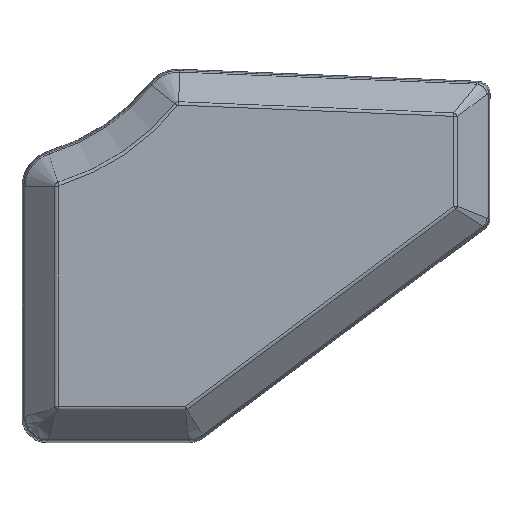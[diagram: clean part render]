
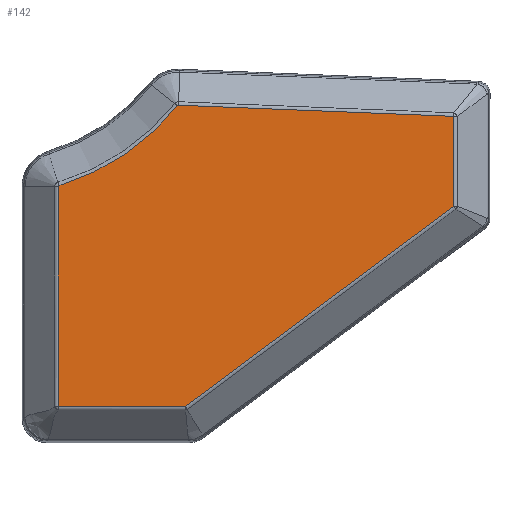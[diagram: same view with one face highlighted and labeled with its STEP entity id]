
A CAD part, top view. The second image highlights one B-rep face of the part: STEP entity #142.
In plain terms, the highlighted planar face has unit normal (0, 0, 1).
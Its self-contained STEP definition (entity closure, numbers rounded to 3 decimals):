
#142 = ADVANCED_FACE ( 'NONE', ( #13735 ), #4643, .F. ) ;
#619 = CARTESIAN_POINT ( 'NONE',  ( 39.583, -91.553, 17.78 ) ) ;
#642 = CARTESIAN_POINT ( 'NONE',  ( 39.581, -91.554, 17.78 ) ) ;
#644 = CARTESIAN_POINT ( 'NONE',  ( 39.58, -91.555, 17.78 ) ) ;
#690 = CARTESIAN_POINT ( 'NONE',  ( 39.578, -91.555, 17.78 ) ) ;
#693 = CARTESIAN_POINT ( 'NONE',  ( 39.577, -91.556, 17.78 ) ) ;
#709 = CARTESIAN_POINT ( 'NONE',  ( 39.576, -91.556, 17.78 ) ) ;
#730 = CARTESIAN_POINT ( 'NONE',  ( 39.575, -91.556, 17.78 ) ) ;
#744 = CARTESIAN_POINT ( 'NONE',  ( 39.572, -91.556, 17.78 ) ) ;
#780 = CARTESIAN_POINT ( 'NONE',  ( 39.573, -91.556, 17.78 ) ) ;
#837 = CARTESIAN_POINT ( 'NONE',  ( 39.574, -91.556, 17.78 ) ) ;
#1009 = VECTOR ( 'NONE', #12970, 1000. ) ;
#1015 = CARTESIAN_POINT ( 'NONE',  ( 13.903, -46.632, 17.78 ) ) ;
#1598 = VERTEX_POINT ( 'NONE', #5448 ) ;
#1733 = B_SPLINE_CURVE_WITH_KNOTS ( 'NONE', 3,
 ( #744, #780, #837, #730, #709, #693, #690, #644, #642, #619 ),
 .UNSPECIFIED., .F., .F.,
 ( 4, 3, 3, 4 ),
 ( 0., 0., 0., 0. ),
 .UNSPECIFIED. ) ;
#1777 = ORIENTED_EDGE ( 'NONE', *, *, #11818, .T. ) ;
#2083 = CARTESIAN_POINT ( 'NONE',  ( 94.215, -50.863, 17.78 ) ) ;
#2289 = VECTOR ( 'NONE', #6915, 1000. ) ;
#2393 = AXIS2_PLACEMENT_3D ( 'NONE', #4759, #4771, #4784 ) ;
#2531 = EDGE_LOOP ( 'NONE', ( #1777, #3497, #8263, #11490, #9260, #8908, #9383, #9057, #8498 ) ) ;
#2734 = CARTESIAN_POINT ( 'NONE',  ( 39.572, -91.556, 17.78 ) ) ;
#2845 = EDGE_CURVE ( 'NONE', #3890, #1598, #5307, .T. ) ;
#3497 = ORIENTED_EDGE ( 'NONE', *, *, #11130, .T. ) ;
#3873 = CIRCLE ( 'NONE', #5077, 0.235 ) ;
#3890 = VERTEX_POINT ( 'NONE', #2083 ) ;
#4254 = DIRECTION ( 'NONE',  ( -1., 0., 0. ) ) ;
#4294 = DIRECTION ( 'NONE',  ( 0., 0., -1. ) ) ;
#4643 = PLANE ( 'NONE',  #2393 ) ;
#4714 = EDGE_CURVE ( 'NONE', #13195, #3890, #8230, .T. ) ;
#4759 = CARTESIAN_POINT ( 'NONE',  ( 11.43, -93.861, 17.78 ) ) ;
#4771 = DIRECTION ( 'NONE',  ( 0., 0., -1. ) ) ;
#4784 = DIRECTION ( 'NONE',  ( -1., 0., 0. ) ) ;
#4844 = CARTESIAN_POINT ( 'NONE',  ( 0., 0., 17.78 ) ) ;
#5077 = AXIS2_PLACEMENT_3D ( 'NONE', #7316, #7214, #6690 ) ;
#5102 = CIRCLE ( 'NONE', #9200, 48.66 ) ;
#5292 = VECTOR ( 'NONE', #9337, 1000. ) ;
#5307 = LINE ( 'NONE', #9398, #5292 ) ;
#5448 = CARTESIAN_POINT ( 'NONE',  ( 94.215, -32.549, 17.78 ) ) ;
#5818 = CARTESIAN_POINT ( 'NONE',  ( 13.735, -46.857, 17.78 ) ) ;
#5931 = VECTOR ( 'NONE', #12976, 1000. ) ;
#5996 = CARTESIAN_POINT ( 'NONE',  ( 13.735, -91.556, 17.78 ) ) ;
#6286 = CARTESIAN_POINT ( 'NONE',  ( 39.583, -91.553, 17.78 ) ) ;
#6690 = DIRECTION ( 'NONE',  ( -1., 0., 0. ) ) ;
#6770 = LINE ( 'NONE', #13137, #1009 ) ;
#6836 = EDGE_CURVE ( 'NONE', #13328, #7290, #10808, .T. ) ;
#6915 = DIRECTION ( 'NONE',  ( -0.999, 0.04, 0. ) ) ;
#6947 = CARTESIAN_POINT ( 'NONE',  ( 38.21, -30.285, 17.78 ) ) ;
#7214 = DIRECTION ( 'NONE',  ( 0., 0., 1. ) ) ;
#7290 = VERTEX_POINT ( 'NONE', #5996 ) ;
#7316 = CARTESIAN_POINT ( 'NONE',  ( 38.201, -30.519, 17.78 ) ) ;
#7578 = EDGE_CURVE ( 'NONE', #8020, #13328, #8668, .T. ) ;
#7680 = DIRECTION ( 'NONE',  ( 0.802, 0.597, 0. ) ) ;
#7696 = CARTESIAN_POINT ( 'NONE',  ( 94.097, -50.951, 17.78 ) ) ;
#8020 = VERTEX_POINT ( 'NONE', #1015 ) ;
#8201 = VECTOR ( 'NONE', #7680, 1000. ) ;
#8230 = LINE ( 'NONE', #7696, #8201 ) ;
#8263 = ORIENTED_EDGE ( 'NONE', *, *, #4714, .T. ) ;
#8305 = EDGE_CURVE ( 'NONE', #11902, #8020, #5102, .T. ) ;
#8498 = ORIENTED_EDGE ( 'NONE', *, *, #6836, .T. ) ;
#8668 = CIRCLE ( 'NONE', #11633, 0.235 ) ;
#8908 = ORIENTED_EDGE ( 'NONE', *, *, #9017, .T. ) ;
#9017 = EDGE_CURVE ( 'NONE', #10061, #11902, #3873, .T. ) ;
#9045 = DIRECTION ( 'NONE',  ( -1., 0., 0. ) ) ;
#9057 = ORIENTED_EDGE ( 'NONE', *, *, #7578, .T. ) ;
#9095 = DIRECTION ( 'NONE',  ( 0., 0., 1. ) ) ;
#9149 = CARTESIAN_POINT ( 'NONE',  ( 13.97, -46.857, 17.78 ) ) ;
#9200 = AXIS2_PLACEMENT_3D ( 'NONE', #4844, #4294, #4254 ) ;
#9247 = LINE ( 'NONE', #6947, #2289 ) ;
#9260 = ORIENTED_EDGE ( 'NONE', *, *, #10429, .T. ) ;
#9337 = DIRECTION ( 'NONE',  ( 0., 1., 0. ) ) ;
#9383 = ORIENTED_EDGE ( 'NONE', *, *, #8305, .T. ) ;
#9398 = CARTESIAN_POINT ( 'NONE',  ( 94.215, -32.83, 17.78 ) ) ;
#10061 = VERTEX_POINT ( 'NONE', #10705 ) ;
#10429 = EDGE_CURVE ( 'NONE', #1598, #10061, #9247, .T. ) ;
#10705 = CARTESIAN_POINT ( 'NONE',  ( 38.21, -30.285, 17.78 ) ) ;
#10808 = LINE ( 'NONE', #12358, #5931 ) ;
#11130 = EDGE_CURVE ( 'NONE', #12137, #13195, #1733, .T. ) ;
#11490 = ORIENTED_EDGE ( 'NONE', *, *, #2845, .T. ) ;
#11553 = CARTESIAN_POINT ( 'NONE',  ( 38.017, -30.373, 17.78 ) ) ;
#11633 = AXIS2_PLACEMENT_3D ( 'NONE', #9149, #9095, #9045 ) ;
#11818 = EDGE_CURVE ( 'NONE', #7290, #12137, #6770, .T. ) ;
#11902 = VERTEX_POINT ( 'NONE', #11553 ) ;
#12137 = VERTEX_POINT ( 'NONE', #2734 ) ;
#12358 = CARTESIAN_POINT ( 'NONE',  ( 13.735, -91.263, 17.78 ) ) ;
#12970 = DIRECTION ( 'NONE',  ( 1., 0., 0. ) ) ;
#12976 = DIRECTION ( 'NONE',  ( 0., -1., 0. ) ) ;
#13137 = CARTESIAN_POINT ( 'NONE',  ( 39.481, -91.556, 17.78 ) ) ;
#13195 = VERTEX_POINT ( 'NONE', #6286 ) ;
#13328 = VERTEX_POINT ( 'NONE', #5818 ) ;
#13735 = FACE_OUTER_BOUND ( 'NONE', #2531, .T. ) ;
